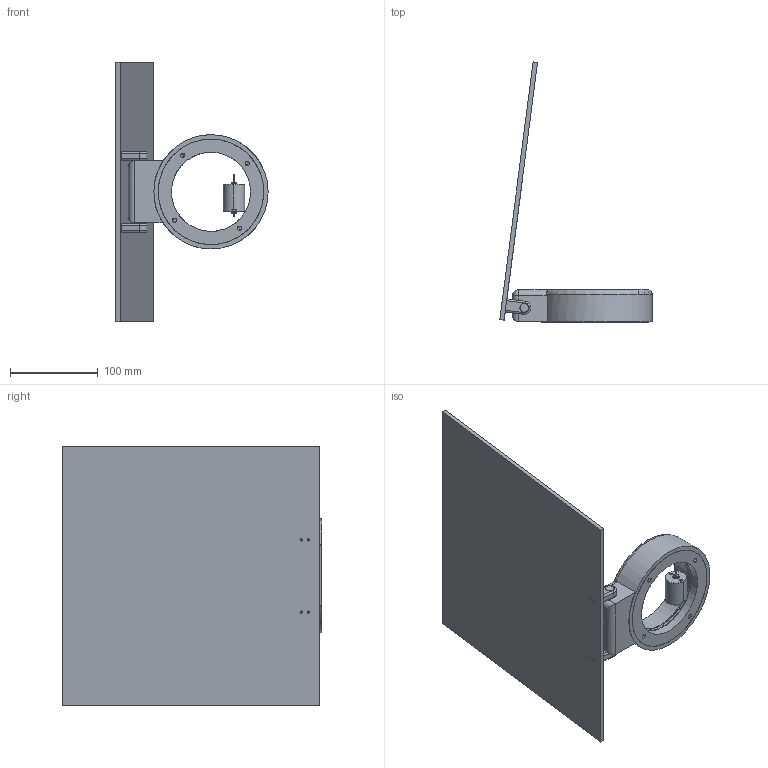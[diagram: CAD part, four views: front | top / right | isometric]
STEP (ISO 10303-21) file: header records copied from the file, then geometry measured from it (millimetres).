
FILE_DESCRIPTION (( 'STEP AP214' ), '1' );
FILE_NAME ('Shell_Preliminary.STEP', '2023-10-24T02:56:44', ( '' ), ( '' ), 'SwSTEP 2.0', 'SolidWorks 2023', '' );
FILE_SCHEMA (( 'AUTOMOTIVE_DESIGN' ));
Length unit declared in the file: millimetre
Products named in the file (8): antenna; shaft2.0; susan2.0; DC_Motor_PC280LG-302_Johnson; Shell_Preliminary; pillow2.0; 5909K959_Needle-Roller Thrust Bearing_5909K959; outer base
Assembly tree (8 placements, depth 2):
  Shell_Preliminary
    outer base
    5909K959_Needle-Roller Thrust Bearing_5909K959
    susan2.0
    shaft2.0
    pillow2.0  x2
    antenna
    DC_Motor_PC280LG-302_Johnson
Bounding box: 173.27 x 295.6 x 295 mm (x, y, z)
Volume: 725393.7 mm3; surface area: 284968.7 mm2
Topology: 42 solids, 42 shells, 1327 faces, 3654 edges, 2354 vertices
Faces by surface type: cylinder 570, torus 462, plane 281, cone 8, sphere 6
Entity records: 45055 total; most frequent: CARTESIAN_POINT 10568, DIRECTION 7434, ORIENTED_EDGE 7184, EDGE_CURVE 3592, AXIS2_PLACEMENT_3D 3082, VERTEX_POINT 2324, CIRCLE 1766, EDGE_LOOP 1356
